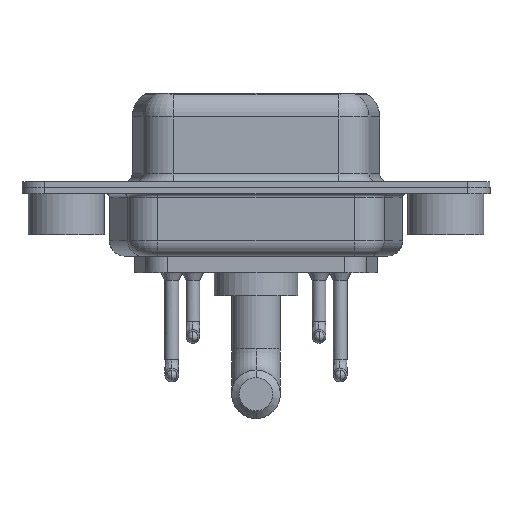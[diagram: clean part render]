
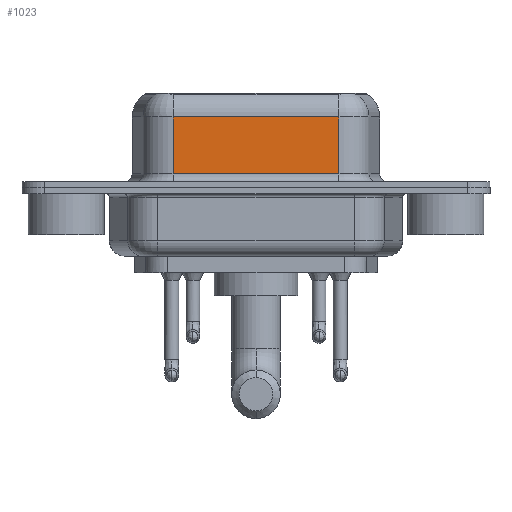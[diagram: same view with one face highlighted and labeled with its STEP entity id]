
A CAD part, front view. The second image highlights one B-rep face of the part: STEP entity #1023.
In plain terms, the highlighted planar face has unit normal (0, -1, 0).
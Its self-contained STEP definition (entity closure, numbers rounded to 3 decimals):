
#575 = EDGE_CURVE ( 'NONE', #829, #12463, #972, .T. ) ;
#829 = VERTEX_POINT ( 'NONE', #10490 ) ;
#851 = ORIENTED_EDGE ( 'NONE', *, *, #10195, .T. ) ;
#972 = LINE ( 'NONE', #6129, #7136 ) ;
#1023 = ADVANCED_FACE ( 'NONE', ( #15940 ), #4641, .F. ) ;
#1024 = EDGE_LOOP ( 'NONE', ( #10198, #851, #11539, #4567 ) ) ;
#1229 = EDGE_CURVE ( 'NONE', #12463, #10719, #12456, .T. ) ;
#2261 = CARTESIAN_POINT ( 'NONE',  ( 17.962, -3.95, 6.4 ) ) ;
#2276 = DIRECTION ( 'NONE',  ( 0., 0., -1. ) ) ;
#2363 = CARTESIAN_POINT ( 'NONE',  ( 17.962, -3.95, 6.4 ) ) ;
#3079 = CARTESIAN_POINT ( 'NONE',  ( 17.962, -3.95, 4.65 ) ) ;
#3585 = DIRECTION ( 'NONE',  ( -1., 0., 0. ) ) ;
#4502 = VERTEX_POINT ( 'NONE', #3079 ) ;
#4567 = ORIENTED_EDGE ( 'NONE', *, *, #1229, .T. ) ;
#4570 = DIRECTION ( 'NONE',  ( 0., 1., 0. ) ) ;
#4641 = PLANE ( 'NONE',  #14322 ) ;
#4651 = LINE ( 'NONE', #14856, #15189 ) ;
#4845 = VECTOR ( 'NONE', #5045, 1000. ) ;
#5045 = DIRECTION ( 'NONE',  ( 1., 0., 0. ) ) ;
#6129 = CARTESIAN_POINT ( 'NONE',  ( 7.038, -3.95, 6.4 ) ) ;
#7104 = DIRECTION ( 'NONE',  ( -1., 0., 0. ) ) ;
#7136 = VECTOR ( 'NONE', #2276, 1000. ) ;
#7365 = DIRECTION ( 'NONE',  ( 0., 0., -1. ) ) ;
#10195 = EDGE_CURVE ( 'NONE', #4502, #829, #4651, .T. ) ;
#10198 = ORIENTED_EDGE ( 'NONE', *, *, #13838, .F. ) ;
#10490 = CARTESIAN_POINT ( 'NONE',  ( 7.038, -3.95, 4.65 ) ) ;
#10719 = VERTEX_POINT ( 'NONE', #13597 ) ;
#11539 = ORIENTED_EDGE ( 'NONE', *, *, #575, .T. ) ;
#12113 = VECTOR ( 'NONE', #7365, 1000. ) ;
#12456 = LINE ( 'NONE', #15092, #4845 ) ;
#12463 = VERTEX_POINT ( 'NONE', #15167 ) ;
#13597 = CARTESIAN_POINT ( 'NONE',  ( 17.962, -3.95, 0.9 ) ) ;
#13633 = LINE ( 'NONE', #2363, #12113 ) ;
#13838 = EDGE_CURVE ( 'NONE', #4502, #10719, #13633, .T. ) ;
#14322 = AXIS2_PLACEMENT_3D ( 'NONE', #2261, #4570, #7104 ) ;
#14856 = CARTESIAN_POINT ( 'NONE',  ( 17.962, -3.95, 4.65 ) ) ;
#15092 = CARTESIAN_POINT ( 'NONE',  ( 17.962, -3.95, 0.9 ) ) ;
#15167 = CARTESIAN_POINT ( 'NONE',  ( 7.038, -3.95, 0.9 ) ) ;
#15189 = VECTOR ( 'NONE', #3585, 1000. ) ;
#15940 = FACE_OUTER_BOUND ( 'NONE', #1024, .T. ) ;
